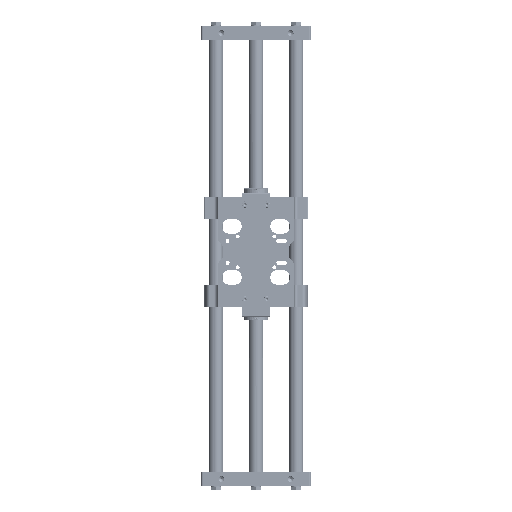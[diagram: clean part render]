
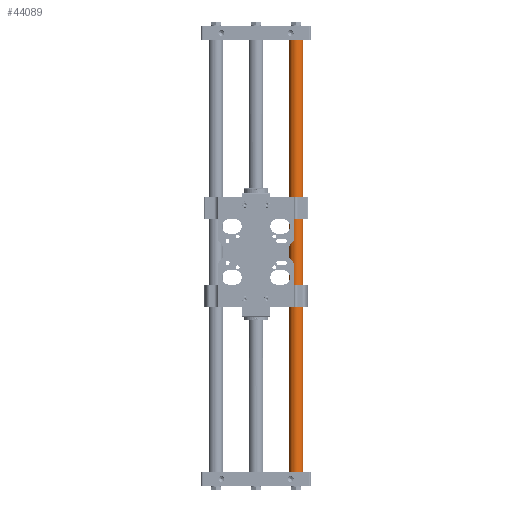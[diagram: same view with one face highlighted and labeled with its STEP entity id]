
A CAD part, front view. The second image highlights one B-rep face of the part: STEP entity #44089.
In plain terms, the highlighted cylindrical face has radius 10 mm (diameter 20 mm), a partial arc.
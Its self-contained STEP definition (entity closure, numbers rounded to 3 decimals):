
#2161 = DIRECTION ( 'NONE',  ( 0., 0., -1. ) ) ;
#3234 = ORIENTED_EDGE ( 'NONE', *, *, #11097, .F. ) ;
#4366 = ORIENTED_EDGE ( 'NONE', *, *, #16255, .T. ) ;
#5414 = CARTESIAN_POINT ( 'NONE',  ( 10., 0., 0.5 ) ) ;
#6376 = VERTEX_POINT ( 'NONE', #6383 ) ;
#6383 = CARTESIAN_POINT ( 'NONE',  ( -10., 0., 0.5 ) ) ;
#7016 = VERTEX_POINT ( 'NONE', #21686 ) ;
#8231 = DIRECTION ( 'NONE',  ( 1., 0., 0. ) ) ;
#9020 = DIRECTION ( 'NONE',  ( -1., 0., 0. ) ) ;
#9265 = FACE_OUTER_BOUND ( 'NONE', #23286, .T. ) ;
#10098 = CARTESIAN_POINT ( 'NONE',  ( 10., 0., 603. ) ) ;
#11097 = EDGE_CURVE ( 'NONE', #30948, #22605, #21166, .T. ) ;
#13971 = AXIS2_PLACEMENT_3D ( 'NONE', #45802, #16311, #8231 ) ;
#14679 = CARTESIAN_POINT ( 'NONE',  ( 0., 0., 602.5 ) ) ;
#16255 = EDGE_CURVE ( 'NONE', #7016, #6376, #34483, .T. ) ;
#16311 = DIRECTION ( 'NONE',  ( 0., 0., 1. ) ) ;
#16921 = AXIS2_PLACEMENT_3D ( 'NONE', #14679, #43917, #29681 ) ;
#17122 = CARTESIAN_POINT ( 'NONE',  ( 0., 0., 603. ) ) ;
#19087 = VECTOR ( 'NONE', #36141, 1000. ) ;
#21166 = LINE ( 'NONE', #10098, #19087 ) ;
#21686 = CARTESIAN_POINT ( 'NONE',  ( -10., 0., 602.5 ) ) ;
#22599 = CIRCLE ( 'NONE', #13971, 10. ) ;
#22605 = VERTEX_POINT ( 'NONE', #5414 ) ;
#23227 = CIRCLE ( 'NONE', #16921, 10. ) ;
#23286 = EDGE_LOOP ( 'NONE', ( #3234, #23545, #4366, #25296 ) ) ;
#23545 = ORIENTED_EDGE ( 'NONE', *, *, #31989, .T. ) ;
#23834 = CARTESIAN_POINT ( 'NONE',  ( 10., 0., 602.5 ) ) ;
#25296 = ORIENTED_EDGE ( 'NONE', *, *, #29299, .T. ) ;
#27610 = DIRECTION ( 'NONE',  ( 0., 0., -1. ) ) ;
#28187 = CYLINDRICAL_SURFACE ( 'NONE', #30390, 10. ) ;
#29299 = EDGE_CURVE ( 'NONE', #6376, #22605, #22599, .T. ) ;
#29681 = DIRECTION ( 'NONE',  ( 1., 0., 0. ) ) ;
#30390 = AXIS2_PLACEMENT_3D ( 'NONE', #17122, #2161, #9020 ) ;
#30948 = VERTEX_POINT ( 'NONE', #23834 ) ;
#31989 = EDGE_CURVE ( 'NONE', #30948, #7016, #23227, .T. ) ;
#34483 = LINE ( 'NONE', #34715, #43482 ) ;
#34715 = CARTESIAN_POINT ( 'NONE',  ( -10., 0., 603. ) ) ;
#36141 = DIRECTION ( 'NONE',  ( 0., 0., -1. ) ) ;
#43482 = VECTOR ( 'NONE', #27610, 1000. ) ;
#43917 = DIRECTION ( 'NONE',  ( 0., 0., -1. ) ) ;
#44089 = ADVANCED_FACE ( 'NONE', ( #9265 ), #28187, .T. ) ;
#45802 = CARTESIAN_POINT ( 'NONE',  ( 0., 0., 0.5 ) ) ;
